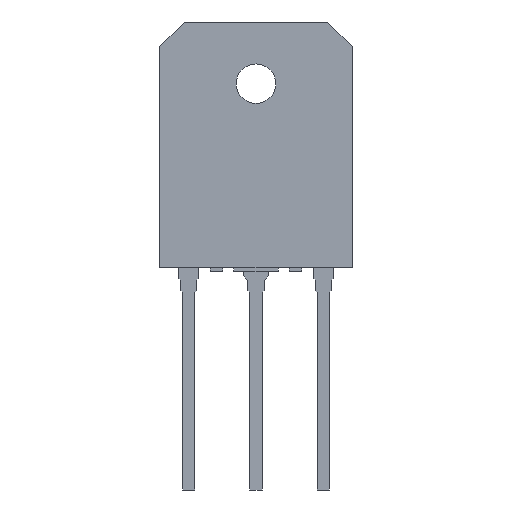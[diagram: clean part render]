
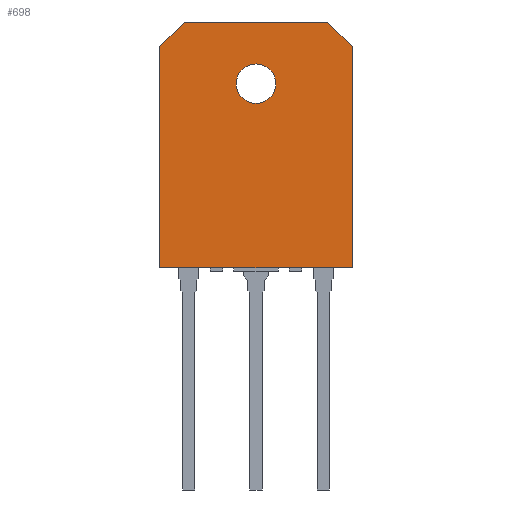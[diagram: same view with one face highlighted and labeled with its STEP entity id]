
A CAD part, front view. The second image highlights one B-rep face of the part: STEP entity #698.
In plain terms, the highlighted planar face has unit normal (0, -1, 0).
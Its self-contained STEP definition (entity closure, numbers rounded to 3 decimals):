
#5 = VERTEX_POINT ( 'NONE', #579 ) ;
#17 = ORIENTED_EDGE ( 'NONE', *, *, #1643, .F. ) ;
#49 = CIRCLE ( 'NONE', #896, 1.6 ) ;
#121 = ORIENTED_EDGE ( 'NONE', *, *, #1092, .F. ) ;
#209 = VECTOR ( 'NONE', #1284, 1000. ) ;
#312 = ORIENTED_EDGE ( 'NONE', *, *, #1614, .F. ) ;
#315 = LINE ( 'NONE', #745, #1368 ) ;
#370 = VERTEX_POINT ( 'NONE', #980 ) ;
#381 = VERTEX_POINT ( 'NONE', #2141 ) ;
#463 = VECTOR ( 'NONE', #917, 1000. ) ;
#518 = VERTEX_POINT ( 'NONE', #2220 ) ;
#566 = ORIENTED_EDGE ( 'NONE', *, *, #1082, .F. ) ;
#579 = CARTESIAN_POINT ( 'NONE',  ( 0., -2.8, 15.3 ) ) ;
#583 = DIRECTION ( 'NONE',  ( 0., 0., -1. ) ) ;
#610 = FACE_BOUND ( 'NONE', #1782, .T. ) ;
#660 = ORIENTED_EDGE ( 'NONE', *, *, #2061, .F. ) ;
#668 = ORIENTED_EDGE ( 'NONE', *, *, #851, .F. ) ;
#691 = DIRECTION ( 'NONE',  ( 0., 0., -1. ) ) ;
#698 = ADVANCED_FACE ( 'NONE', ( #1351, #610 ), #1338, .F. ) ;
#707 = CARTESIAN_POINT ( 'NONE',  ( 5.8, -2.8, 21.9 ) ) ;
#719 = CARTESIAN_POINT ( 'NONE',  ( 7.8, -2.8, 2. ) ) ;
#745 = CARTESIAN_POINT ( 'NONE',  ( -5.8, -2.8, 21.9 ) ) ;
#786 = CARTESIAN_POINT ( 'NONE',  ( 0., -2.8, 0. ) ) ;
#851 = EDGE_CURVE ( 'NONE', #370, #1382, #315, .T. ) ;
#890 = CARTESIAN_POINT ( 'NONE',  ( -7.8, -2.8, 19.9 ) ) ;
#896 = AXIS2_PLACEMENT_3D ( 'NONE', #999, #1171, #583 ) ;
#917 = DIRECTION ( 'NONE',  ( -1., 0., 0. ) ) ;
#918 = AXIS2_PLACEMENT_3D ( 'NONE', #1652, #1090, #691 ) ;
#932 = LINE ( 'NONE', #719, #463 ) ;
#952 = CARTESIAN_POINT ( 'NONE',  ( 7.8, -2.8, 19.9 ) ) ;
#980 = CARTESIAN_POINT ( 'NONE',  ( -7.8, -2.8, 19.9 ) ) ;
#999 = CARTESIAN_POINT ( 'NONE',  ( 0., -2.8, 16.9 ) ) ;
#1018 = VECTOR ( 'NONE', #1297, 1000. ) ;
#1082 = EDGE_CURVE ( 'NONE', #2324, #5, #1204, .T. ) ;
#1090 = DIRECTION ( 'NONE',  ( 0., -1., 0. ) ) ;
#1092 = EDGE_CURVE ( 'NONE', #1988, #370, #2050, .T. ) ;
#1150 = DIRECTION ( 'NONE',  ( 0., 1., 0. ) ) ;
#1171 = DIRECTION ( 'NONE',  ( 0., -1., 0. ) ) ;
#1204 = CIRCLE ( 'NONE', #918, 1.6 ) ;
#1284 = DIRECTION ( 'NONE',  ( 0., 0., -1. ) ) ;
#1297 = DIRECTION ( 'NONE',  ( 1., 0., 0. ) ) ;
#1304 = CARTESIAN_POINT ( 'NONE',  ( 0., -2.8, 18.5 ) ) ;
#1324 = LINE ( 'NONE', #952, #209 ) ;
#1334 = CARTESIAN_POINT ( 'NONE',  ( -7.8, -2.8, 2. ) ) ;
#1338 = PLANE ( 'NONE',  #2107 ) ;
#1351 = FACE_OUTER_BOUND ( 'NONE', #1401, .T. ) ;
#1368 = VECTOR ( 'NONE', #2054, 1000. ) ;
#1382 = VERTEX_POINT ( 'NONE', #2432 ) ;
#1384 = VECTOR ( 'NONE', #2527, 1000. ) ;
#1401 = EDGE_LOOP ( 'NONE', ( #121, #1963, #312, #2379, #17, #668 ) ) ;
#1506 = LINE ( 'NONE', #2495, #1018 ) ;
#1614 = EDGE_CURVE ( 'NONE', #381, #518, #1324, .T. ) ;
#1643 = EDGE_CURVE ( 'NONE', #1382, #2410, #1506, .T. ) ;
#1652 = CARTESIAN_POINT ( 'NONE',  ( 0., -2.8, 16.9 ) ) ;
#1731 = LINE ( 'NONE', #2147, #1384 ) ;
#1782 = EDGE_LOOP ( 'NONE', ( #660, #566 ) ) ;
#1963 = ORIENTED_EDGE ( 'NONE', *, *, #2422, .F. ) ;
#1988 = VERTEX_POINT ( 'NONE', #1334 ) ;
#2050 = LINE ( 'NONE', #890, #2356 ) ;
#2054 = DIRECTION ( 'NONE',  ( 0.707, 0., 0.707 ) ) ;
#2061 = EDGE_CURVE ( 'NONE', #5, #2324, #49, .T. ) ;
#2107 = AXIS2_PLACEMENT_3D ( 'NONE', #786, #1150, #2311 ) ;
#2141 = CARTESIAN_POINT ( 'NONE',  ( 7.8, -2.8, 19.9 ) ) ;
#2147 = CARTESIAN_POINT ( 'NONE',  ( 7.8, -2.8, 19.9 ) ) ;
#2220 = CARTESIAN_POINT ( 'NONE',  ( 7.8, -2.8, 2. ) ) ;
#2311 = DIRECTION ( 'NONE',  ( 1., 0., 0. ) ) ;
#2324 = VERTEX_POINT ( 'NONE', #1304 ) ;
#2356 = VECTOR ( 'NONE', #2460, 1000. ) ;
#2379 = ORIENTED_EDGE ( 'NONE', *, *, #2449, .F. ) ;
#2410 = VERTEX_POINT ( 'NONE', #707 ) ;
#2422 = EDGE_CURVE ( 'NONE', #518, #1988, #932, .T. ) ;
#2432 = CARTESIAN_POINT ( 'NONE',  ( -5.8, -2.8, 21.9 ) ) ;
#2449 = EDGE_CURVE ( 'NONE', #2410, #381, #1731, .T. ) ;
#2460 = DIRECTION ( 'NONE',  ( 0., 0., 1. ) ) ;
#2495 = CARTESIAN_POINT ( 'NONE',  ( 5.8, -2.8, 21.9 ) ) ;
#2527 = DIRECTION ( 'NONE',  ( 0.707, 0., -0.707 ) ) ;
